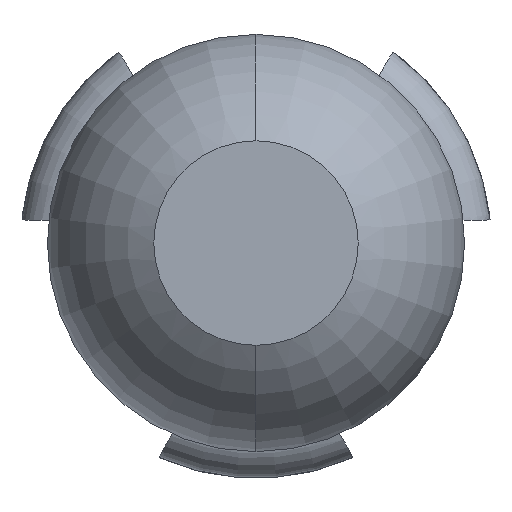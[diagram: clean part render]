
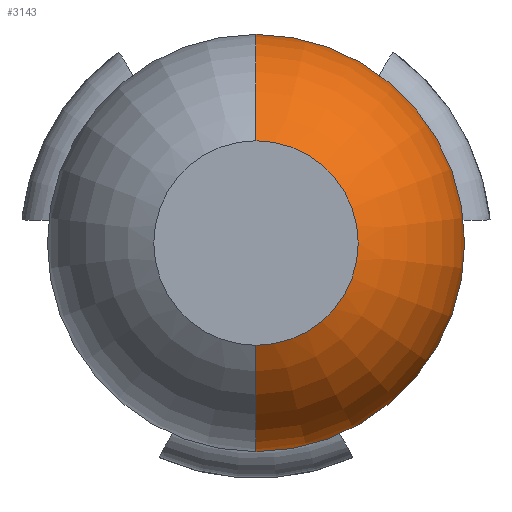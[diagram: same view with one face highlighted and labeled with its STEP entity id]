
A CAD part, front view. The second image highlights one B-rep face of the part: STEP entity #3143.
In plain terms, the highlighted toroidal (fillet/blend) face has major radius 0.01 mm and minor radius 0.5 mm.
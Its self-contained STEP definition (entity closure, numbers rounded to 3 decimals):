
#105 = DIRECTION ( 'NONE',  ( 0., 0., 1. ) ) ;
#315 = DIRECTION ( 'NONE',  ( 1., 0., 0. ) ) ;
#351 = AXIS2_PLACEMENT_3D ( 'NONE', #2527, #315, #3148 ) ;
#389 = CIRCLE ( 'NONE', #2666, 0.5 ) ;
#521 = VERTEX_POINT ( 'NONE', #3210 ) ;
#669 = AXIS2_PLACEMENT_3D ( 'NONE', #1968, #1393, #105 ) ;
#826 = CIRCLE ( 'NONE', #351, 0.5 ) ;
#879 = DIRECTION ( 'NONE',  ( 0., 0., 1. ) ) ;
#1105 = EDGE_CURVE ( 'Defeature ausgef�hrt1_6+Defeature ausgef�hrt1_5+Defeature ausgef�hrt1_5+Defeature ausgef�hrt1_5', #2986, #521, #2264, .T. ) ;
#1317 = AXIS2_PLACEMENT_3D ( 'NONE', #2118, #3711, #879 ) ;
#1393 = DIRECTION ( 'NONE',  ( 0., 1., 0. ) ) ;
#1589 = CARTESIAN_POINT ( 'NONE',  ( 0., -27.4, 0.25 ) ) ;
#1641 = ORIENTED_EDGE ( 'NONE', *, *, #1105, .F. ) ;
#1655 = CARTESIAN_POINT ( 'NONE',  ( 0., -26.961, 0.51 ) ) ;
#1708 = DIRECTION ( 'NONE',  ( 0., 0., 1. ) ) ;
#1745 = EDGE_CURVE ( 'Defeature ausgef�hrt1_27+Defeature ausgef�hrt1_5+Defeature ausgef�hrt1_5+Defeature ausgef�hrt1_5', #3130, #1883, #3390, .T. ) ;
#1883 = VERTEX_POINT ( 'NONE', #1589 ) ;
#1934 = ORIENTED_EDGE ( 'NONE', *, *, #3806, .T. ) ;
#1968 = CARTESIAN_POINT ( 'NONE',  ( 0., -26.961, 0. ) ) ;
#2118 = CARTESIAN_POINT ( 'NONE',  ( 0., -26.961, 0. ) ) ;
#2187 = DIRECTION ( 'NONE',  ( 0., -1., 0. ) ) ;
#2194 = TOROIDAL_SURFACE ( 'NONE', #1317, 0.01, 0.5 ) ;
#2206 = AXIS2_PLACEMENT_3D ( 'NONE', #3477, #2187, #3448 ) ;
#2264 = CIRCLE ( 'NONE', #669, 0.51 ) ;
#2348 = DIRECTION ( 'NONE',  ( -1., 0., 0. ) ) ;
#2527 = CARTESIAN_POINT ( 'NONE',  ( 0., -26.961, -0.01 ) ) ;
#2666 = AXIS2_PLACEMENT_3D ( 'NONE', #3599, #2348, #1708 ) ;
#2986 = VERTEX_POINT ( 'NONE', #1655 ) ;
#3038 = ORIENTED_EDGE ( 'NONE', *, *, #4057, .F. ) ;
#3130 = VERTEX_POINT ( 'NONE', #3652 ) ;
#3143 = ADVANCED_FACE ( 'Defeature ausgef�hrt1_5', ( #4081 ), #2194, .T. ) ;
#3148 = DIRECTION ( 'NONE',  ( 0., 0., -1. ) ) ;
#3210 = CARTESIAN_POINT ( 'NONE',  ( 0., -26.961, -0.51 ) ) ;
#3390 = CIRCLE ( 'NONE', #2206, 0.25 ) ;
#3448 = DIRECTION ( 'NONE',  ( 0., 0., -1. ) ) ;
#3477 = CARTESIAN_POINT ( 'NONE',  ( 0., -27.4, 0. ) ) ;
#3599 = CARTESIAN_POINT ( 'NONE',  ( 0., -26.961, 0.01 ) ) ;
#3652 = CARTESIAN_POINT ( 'NONE',  ( 0., -27.4, -0.25 ) ) ;
#3711 = DIRECTION ( 'NONE',  ( 0., 1., 0. ) ) ;
#3748 = EDGE_LOOP ( 'NONE', ( #3869, #1934, #1641, #3038 ) ) ;
#3806 = EDGE_CURVE ( 'NONE', #3130, #521, #826, .T. ) ;
#3869 = ORIENTED_EDGE ( 'NONE', *, *, #1745, .F. ) ;
#4057 = EDGE_CURVE ( 'NONE', #1883, #2986, #389, .T. ) ;
#4081 = FACE_OUTER_BOUND ( 'NONE', #3748, .T. ) ;
